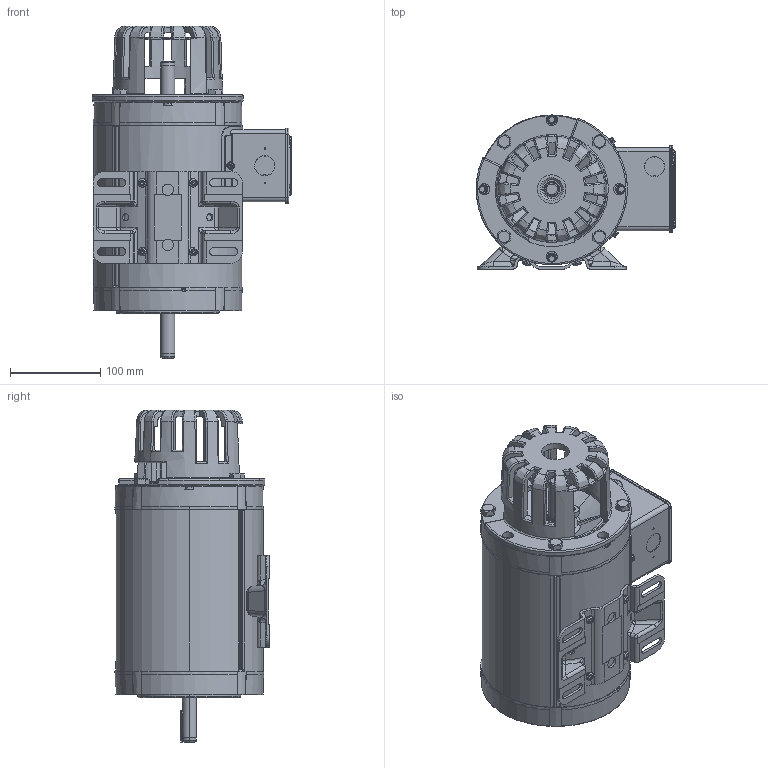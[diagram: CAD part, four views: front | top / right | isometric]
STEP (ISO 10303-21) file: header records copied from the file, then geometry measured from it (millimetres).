
FILE_DESCRIPTION (( 'STEP AP214' ), '1' );
FILE_NAME ('Y555-A772.STEP', '2022-01-11T18:55:47', ( '' ), ( '' ), 'SwSTEP 2.0', 'SolidWorks 2017', '' );
FILE_SCHEMA (( 'AUTOMOTIVE_DESIGN' ));
Length unit declared in the file: inch
Products named in the file (1): Y555-A772
Bounding box: 221 x 170.6 x 367.6 mm (x, y, z)
Volume: 975375.1 mm3; surface area: 616548.2 mm2
Topology: 37 solids, 37 shells, 3807 faces, 10050 edges, 6311 vertices
Faces by surface type: plane 1383, bspline 909, cylinder 894, cone 621
Entity records: 159363 total; most frequent: CARTESIAN_POINT 72033, ORIENTED_EDGE 19982, DIRECTION 15967, EDGE_CURVE 9991, VERTEX_POINT 6311, AXIS2_PLACEMENT_3D 6174, EDGE_LOOP 4064, ADVANCED_FACE 3807
